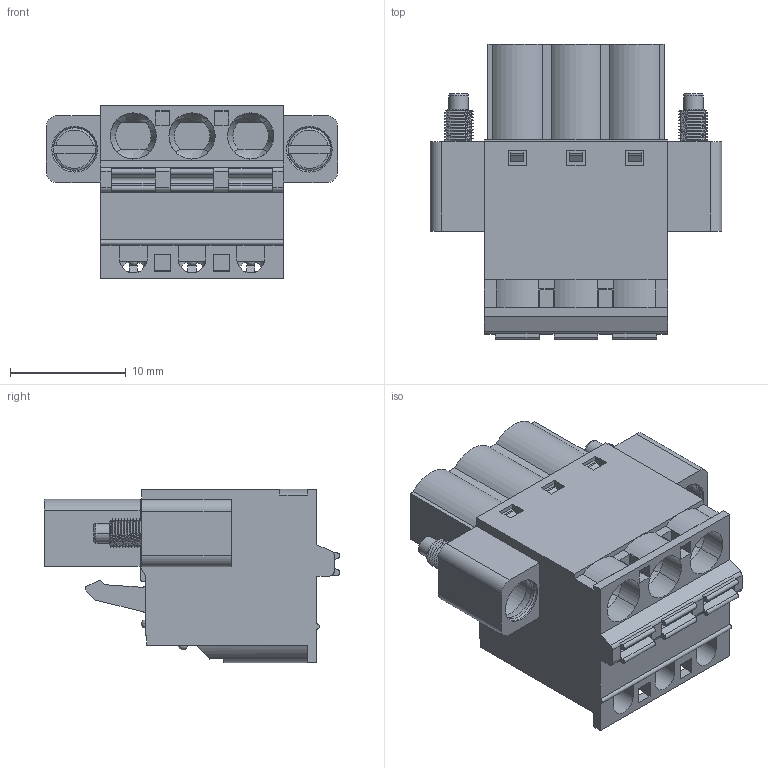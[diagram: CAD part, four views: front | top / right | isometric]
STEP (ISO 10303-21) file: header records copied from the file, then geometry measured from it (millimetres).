
FILE_DESCRIPTION((''),'2;1');
FILE_NAME('WJ2EDGKDM-508-3P-00A','2017-03-16T',('QZY'),(''),'CREO PARAMETRIC BY PTC INC, 2014440','CREO PARAMETRIC BY PTC INC, 2014440','');
FILE_SCHEMA(('CONFIG_CONTROL_DESIGN'));
Length unit declared in the file: millimetre
Products named in the file (1): WJ2EDGKDM-508-3P-00A
Bounding box: 25.24 x 25.6 x 15 mm (x, y, z)
Volume: 4092.6 mm3; surface area: 3012.4 mm2
Topology: 1 solids, 1 shells, 451 faces, 1249 edges, 810 vertices
Faces by surface type: plane 273, cylinder 92, bspline 35, cone 30, torus 16, sphere 5
Entity records: 19403 total; most frequent: CARTESIAN_POINT 8011, ORIENTED_EDGE 2478, DIRECTION 2200, EDGE_CURVE 1239, VERTEX_POINT 810, VECTOR 798, LINE 798, AXIS2_PLACEMENT_3D 701
